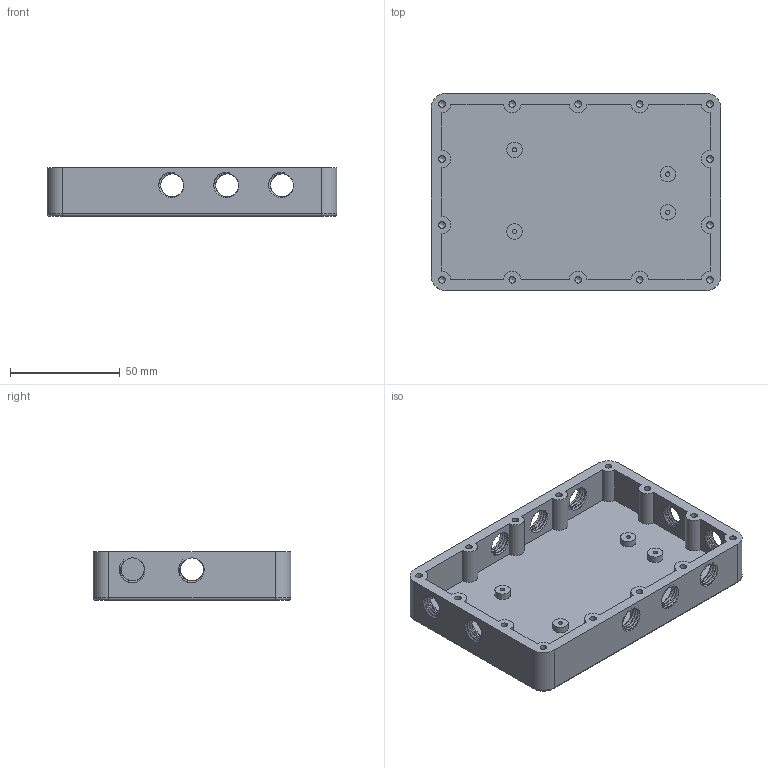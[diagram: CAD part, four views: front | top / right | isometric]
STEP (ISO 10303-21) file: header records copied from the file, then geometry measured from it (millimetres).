
FILE_DESCRIPTION(/* description */ (''),/* implementation_level */ '2;1');
FILE_NAME(/* name */ 'bottom-enclosure v17.step',/* time_stamp */ '2026-01-15T13:54:42-06:00',/* author */ (''),/* organization */ (''),/* preprocessor_version */ 'ST-DEVELOPER v20.1',/* originating_system */ 'Autodesk Translation Framework v14.17.0.0',/* authorisation */ '');
FILE_SCHEMA (('AUTOMOTIVE_DESIGN { 1 0 10303 214 3 1 1 }'));
Length unit declared in the file: millimetre
Products named in the file (1): bottom-enclosure
Bounding box: 132 x 90 x 22 mm (x, y, z)
Volume: 94007 mm3; surface area: 43131.8 mm2
Topology: 1 solids, 1 shells, 201 faces, 548 edges, 358 vertices
Faces by surface type: cylinder 134, plane 29, bspline 20, cone 14, torus 4
Full cylindrical faces by diameter (mm): 2 x4, 3 x14, 7 x4, 10.526 x20, 12.203 x30
Entity records: 17981 total; most frequent: CARTESIAN_POINT 13254, ORIENTED_EDGE 1068, DIRECTION 810, EDGE_CURVE 534, VERTEX_POINT 358, AXIS2_PLACEMENT_3D 314, EDGE_LOOP 244, B_SPLINE_CURVE_WITH_KNOTS 220
